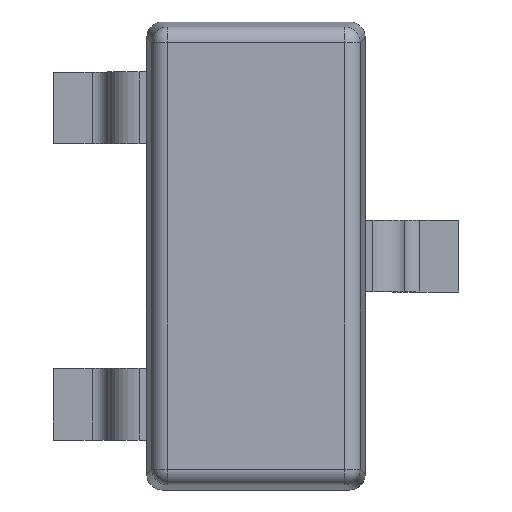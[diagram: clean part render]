
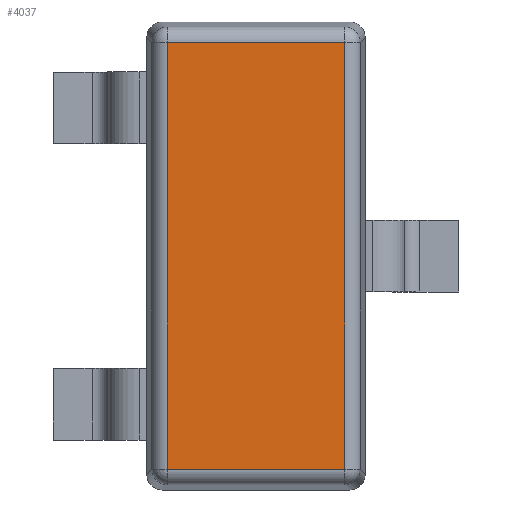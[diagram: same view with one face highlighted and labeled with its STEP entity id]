
A CAD part, top view. The second image highlights one B-rep face of the part: STEP entity #4037.
In plain terms, the highlighted planar face has unit normal (0, 0, 1).
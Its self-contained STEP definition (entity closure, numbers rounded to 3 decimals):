
#2941 = CYLINDRICAL_SURFACE('',#2942,0.1);
#2942 = AXIS2_PLACEMENT_3D('',#2943,#2944,#2945);
#2943 = CARTESIAN_POINT('',(0.132,0.042,0.9));
#2944 = DIRECTION('',(0.,1.,-0.));
#2945 = DIRECTION('',(-0.995,0.,0.105));
#3590 = VERTEX_POINT('',#3591);
#3591 = CARTESIAN_POINT('',(0.132,0.132,1.));
#3611 = EDGE_CURVE('',#3590,#3612,#3614,.T.);
#3612 = VERTEX_POINT('',#3613);
#3613 = CARTESIAN_POINT('',(0.132,2.868,1.));
#3614 = SURFACE_CURVE('',#3615,(#3619,#3626),.PCURVE_S1.);
#3615 = LINE('',#3616,#3617);
#3616 = CARTESIAN_POINT('',(0.132,0.042,1.));
#3617 = VECTOR('',#3618,1.);
#3618 = DIRECTION('',(0.,1.,-0.));
#3619 = PCURVE('',#2941,#3620);
#3620 = DEFINITIONAL_REPRESENTATION('',(#3621),#3625);
#3621 = LINE('',#3622,#3623);
#3622 = CARTESIAN_POINT('',(1.466,0.));
#3623 = VECTOR('',#3624,1.);
#3624 = DIRECTION('',(0.,1.));
#3625 = ( GEOMETRIC_REPRESENTATION_CONTEXT(2) 
PARAMETRIC_REPRESENTATION_CONTEXT() REPRESENTATION_CONTEXT('2D SPACE',''
  ) );
#3626 = PCURVE('',#3627,#3632);
#3627 = PLANE('',#3628);
#3628 = AXIS2_PLACEMENT_3D('',#3629,#3630,#3631);
#3629 = CARTESIAN_POINT('',(0.,0.,1.));
#3630 = DIRECTION('',(0.,0.,1.));
#3631 = DIRECTION('',(1.,0.,-0.));
#3632 = DEFINITIONAL_REPRESENTATION('',(#3633),#3637);
#3633 = LINE('',#3634,#3635);
#3634 = CARTESIAN_POINT('',(0.132,0.042));
#3635 = VECTOR('',#3636,1.);
#3636 = DIRECTION('',(0.,1.));
#3637 = ( GEOMETRIC_REPRESENTATION_CONTEXT(2) 
PARAMETRIC_REPRESENTATION_CONTEXT() REPRESENTATION_CONTEXT('2D SPACE',''
  ) );
#3807 = CYLINDRICAL_SURFACE('',#3808,0.1);
#3808 = AXIS2_PLACEMENT_3D('',#3809,#3810,#3811);
#3809 = CARTESIAN_POINT('',(0.042,2.868,0.9));
#3810 = DIRECTION('',(1.,0.,0.));
#3811 = DIRECTION('',(-0.,0.995,0.105));
#3980 = CYLINDRICAL_SURFACE('',#3981,0.1);
#3981 = AXIS2_PLACEMENT_3D('',#3982,#3983,#3984);
#3982 = CARTESIAN_POINT('',(0.042,0.132,0.9));
#3983 = DIRECTION('',(1.,-0.,0.));
#3984 = DIRECTION('',(-0.,-0.995,0.105));
#4037 = ADVANCED_FACE('',(#4038),#3627,.T.);
#4038 = FACE_BOUND('',#4039,.T.);
#4039 = EDGE_LOOP('',(#4040,#4041,#4064,#4092));
#4040 = ORIENTED_EDGE('',*,*,#3611,.F.);
#4041 = ORIENTED_EDGE('',*,*,#4042,.T.);
#4042 = EDGE_CURVE('',#3590,#4043,#4045,.T.);
#4043 = VERTEX_POINT('',#4044);
#4044 = CARTESIAN_POINT('',(1.268,0.132,1.));
#4045 = SURFACE_CURVE('',#4046,(#4050,#4057),.PCURVE_S1.);
#4046 = LINE('',#4047,#4048);
#4047 = CARTESIAN_POINT('',(0.042,0.132,1.));
#4048 = VECTOR('',#4049,1.);
#4049 = DIRECTION('',(1.,-0.,0.));
#4050 = PCURVE('',#3627,#4051);
#4051 = DEFINITIONAL_REPRESENTATION('',(#4052),#4056);
#4052 = LINE('',#4053,#4054);
#4053 = CARTESIAN_POINT('',(0.042,0.132));
#4054 = VECTOR('',#4055,1.);
#4055 = DIRECTION('',(1.,0.));
#4056 = ( GEOMETRIC_REPRESENTATION_CONTEXT(2) 
PARAMETRIC_REPRESENTATION_CONTEXT() REPRESENTATION_CONTEXT('2D SPACE',''
  ) );
#4057 = PCURVE('',#3980,#4058);
#4058 = DEFINITIONAL_REPRESENTATION('',(#4059),#4063);
#4059 = LINE('',#4060,#4061);
#4060 = CARTESIAN_POINT('',(-1.466,0.));
#4061 = VECTOR('',#4062,1.);
#4062 = DIRECTION('',(-0.,1.));
#4063 = ( GEOMETRIC_REPRESENTATION_CONTEXT(2) 
PARAMETRIC_REPRESENTATION_CONTEXT() REPRESENTATION_CONTEXT('2D SPACE',''
  ) );
#4064 = ORIENTED_EDGE('',*,*,#4065,.T.);
#4065 = EDGE_CURVE('',#4043,#4066,#4068,.T.);
#4066 = VERTEX_POINT('',#4067);
#4067 = CARTESIAN_POINT('',(1.268,2.868,1.));
#4068 = SURFACE_CURVE('',#4069,(#4073,#4080),.PCURVE_S1.);
#4069 = LINE('',#4070,#4071);
#4070 = CARTESIAN_POINT('',(1.268,0.042,1.));
#4071 = VECTOR('',#4072,1.);
#4072 = DIRECTION('',(0.,1.,-0.));
#4073 = PCURVE('',#3627,#4074);
#4074 = DEFINITIONAL_REPRESENTATION('',(#4075),#4079);
#4075 = LINE('',#4076,#4077);
#4076 = CARTESIAN_POINT('',(1.268,0.042));
#4077 = VECTOR('',#4078,1.);
#4078 = DIRECTION('',(0.,1.));
#4079 = ( GEOMETRIC_REPRESENTATION_CONTEXT(2) 
PARAMETRIC_REPRESENTATION_CONTEXT() REPRESENTATION_CONTEXT('2D SPACE',''
  ) );
#4080 = PCURVE('',#4081,#4086);
#4081 = CYLINDRICAL_SURFACE('',#4082,0.1);
#4082 = AXIS2_PLACEMENT_3D('',#4083,#4084,#4085);
#4083 = CARTESIAN_POINT('',(1.268,0.042,0.9));
#4084 = DIRECTION('',(0.,1.,-0.));
#4085 = DIRECTION('',(0.,0.,1.));
#4086 = DEFINITIONAL_REPRESENTATION('',(#4087),#4091);
#4087 = LINE('',#4088,#4089);
#4088 = CARTESIAN_POINT('',(0.,0.));
#4089 = VECTOR('',#4090,1.);
#4090 = DIRECTION('',(0.,1.));
#4091 = ( GEOMETRIC_REPRESENTATION_CONTEXT(2) 
PARAMETRIC_REPRESENTATION_CONTEXT() REPRESENTATION_CONTEXT('2D SPACE',''
  ) );
#4092 = ORIENTED_EDGE('',*,*,#4093,.F.);
#4093 = EDGE_CURVE('',#3612,#4066,#4094,.T.);
#4094 = SURFACE_CURVE('',#4095,(#4099,#4106),.PCURVE_S1.);
#4095 = LINE('',#4096,#4097);
#4096 = CARTESIAN_POINT('',(0.042,2.868,1.));
#4097 = VECTOR('',#4098,1.);
#4098 = DIRECTION('',(1.,0.,0.));
#4099 = PCURVE('',#3627,#4100);
#4100 = DEFINITIONAL_REPRESENTATION('',(#4101),#4105);
#4101 = LINE('',#4102,#4103);
#4102 = CARTESIAN_POINT('',(0.042,2.868));
#4103 = VECTOR('',#4104,1.);
#4104 = DIRECTION('',(1.,0.));
#4105 = ( GEOMETRIC_REPRESENTATION_CONTEXT(2) 
PARAMETRIC_REPRESENTATION_CONTEXT() REPRESENTATION_CONTEXT('2D SPACE',''
  ) );
#4106 = PCURVE('',#3807,#4107);
#4107 = DEFINITIONAL_REPRESENTATION('',(#4108),#4112);
#4108 = LINE('',#4109,#4110);
#4109 = CARTESIAN_POINT('',(1.466,0.));
#4110 = VECTOR('',#4111,1.);
#4111 = DIRECTION('',(0.,1.));
#4112 = ( GEOMETRIC_REPRESENTATION_CONTEXT(2) 
PARAMETRIC_REPRESENTATION_CONTEXT() REPRESENTATION_CONTEXT('2D SPACE',''
  ) );
